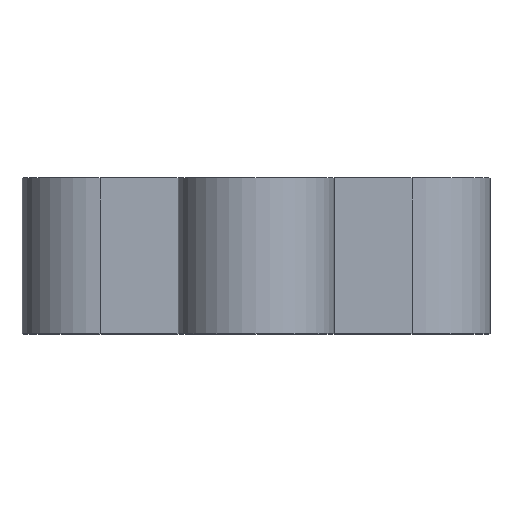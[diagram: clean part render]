
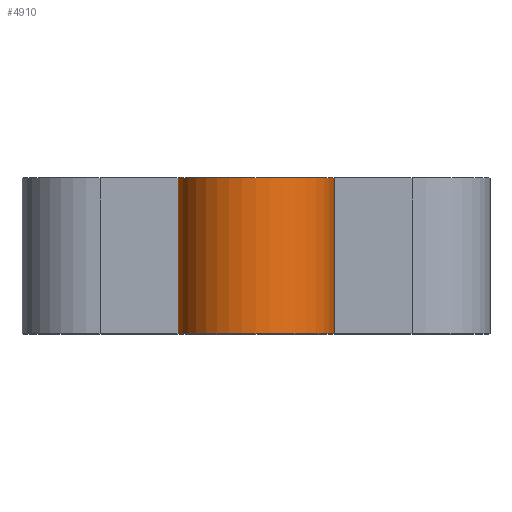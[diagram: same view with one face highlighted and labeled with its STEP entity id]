
A CAD part, top view. The second image highlights one B-rep face of the part: STEP entity #4910.
In plain terms, the highlighted cylindrical face has radius 5 mm (diameter 10 mm), a partial arc.
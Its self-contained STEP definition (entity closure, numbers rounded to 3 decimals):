
#98=CYLINDRICAL_SURFACE('',#5254,5.);
#207=CIRCLE('',#5255,5.);
#208=CIRCLE('',#5256,5.);
#426=FACE_OUTER_BOUND('',#682,.T.);
#682=EDGE_LOOP('',(#3821,#3822,#3823,#3824));
#1128=LINE('',#7688,#1680);
#1129=LINE('',#7692,#1681);
#1680=VECTOR('',#6179,10.);
#1681=VECTOR('',#6182,10.);
#2199=VERTEX_POINT('',#7686);
#2200=VERTEX_POINT('',#7687);
#2201=VERTEX_POINT('',#7689);
#2202=VERTEX_POINT('',#7691);
#2792=EDGE_CURVE('',#2199,#2200,#1128,.T.);
#2793=EDGE_CURVE('',#2201,#2199,#207,.T.);
#2794=EDGE_CURVE('',#2202,#2201,#1129,.T.);
#2795=EDGE_CURVE('',#2200,#2202,#208,.T.);
#3821=ORIENTED_EDGE('',*,*,#2792,.F.);
#3822=ORIENTED_EDGE('',*,*,#2793,.F.);
#3823=ORIENTED_EDGE('',*,*,#2794,.F.);
#3824=ORIENTED_EDGE('',*,*,#2795,.F.);
#4910=ADVANCED_FACE('',(#426),#98,.T.);
#5254=AXIS2_PLACEMENT_3D('',#7685,#6177,#6178);
#5255=AXIS2_PLACEMENT_3D('',#7690,#6180,#6181);
#5256=AXIS2_PLACEMENT_3D('',#7693,#6183,#6184);
#6177=DIRECTION('center_axis',(0.,1.,0.));
#6178=DIRECTION('ref_axis',(-1.,0.,0.));
#6179=DIRECTION('',(0.,-1.,0.));
#6180=DIRECTION('center_axis',(0.,1.,0.));
#6181=DIRECTION('ref_axis',(-1.,0.,0.));
#6182=DIRECTION('',(0.,1.,0.));
#6183=DIRECTION('center_axis',(0.,-1.,0.));
#6184=DIRECTION('ref_axis',(0.,0.,1.));
#7685=CARTESIAN_POINT('Origin',(-14.187,-10.939,4.464));
#7686=CARTESIAN_POINT('',(-9.187,-5.939,4.464));
#7687=CARTESIAN_POINT('',(-9.187,-15.939,4.464));
#7688=CARTESIAN_POINT('',(-9.187,-10.939,4.464));
#7689=CARTESIAN_POINT('',(-19.187,-5.939,4.464));
#7690=CARTESIAN_POINT('Origin',(-14.187,-5.939,4.464));
#7691=CARTESIAN_POINT('',(-19.187,-15.939,4.464));
#7692=CARTESIAN_POINT('',(-19.187,-10.939,4.464));
#7693=CARTESIAN_POINT('Origin',(-14.187,-15.939,4.464));
